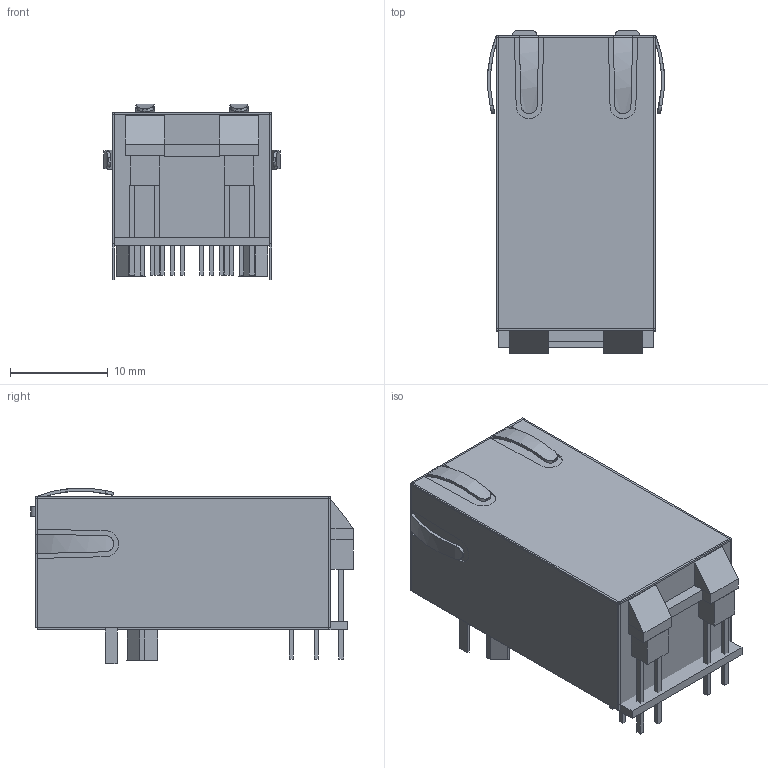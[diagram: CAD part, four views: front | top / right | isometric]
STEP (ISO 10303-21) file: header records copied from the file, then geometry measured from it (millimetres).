
FILE_DESCRIPTION((''),'2;1');
FILE_NAME('BELFUSE_08261G1T43-F.stp','2010-12-02T18:15:00',(''),(''),'Mechanical Desktop 2011','Mechanical Desktop 2011',', , ');
FILE_SCHEMA(('AUTOMOTIVE_DESIGN { 1 2 10303 214 1 1 1 1 }'));
Length unit declared in the file: millimetre
Products named in the file (1): Product
Bounding box: 18.09 x 33 x 17.97 mm (x, y, z)
Volume: 5782.1 mm3; surface area: 6921 mm2
Topology: 52 solids, 52 shells, 383 faces, 843 edges, 574 vertices
Faces by surface type: plane 233, bspline 124, cylinder 26
Entity records: 10589 total; most frequent: CARTESIAN_POINT 2404, ORIENTED_EDGE 1668, DIRECTION 1407, EDGE_CURVE 834, VECTOR 767, LINE 767, VERTEX_POINT 556, EDGE_LOOP 394
